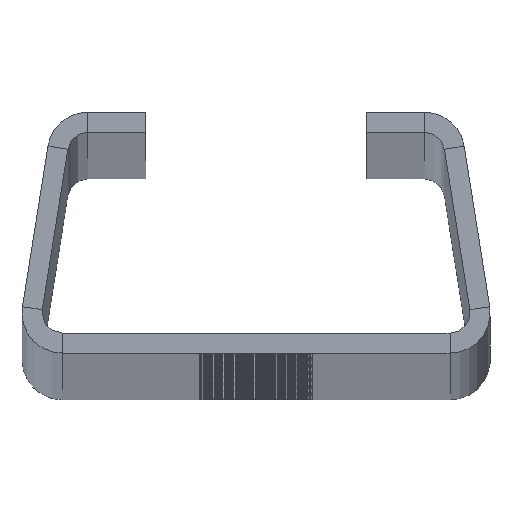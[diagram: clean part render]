
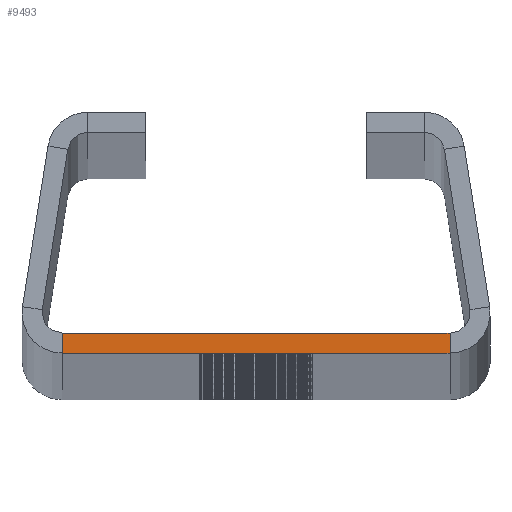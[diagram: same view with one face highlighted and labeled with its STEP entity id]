
A CAD part, top view. The second image highlights one B-rep face of the part: STEP entity #9493.
In plain terms, the highlighted planar face has unit normal (0, 0, 1).
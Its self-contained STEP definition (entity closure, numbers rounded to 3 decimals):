
#70 = CARTESIAN_POINT ( 'NONE',  ( -14.487, 1.5, 2000. ) ) ;
#720 = EDGE_CURVE ( 'NONE', #5089, #6420, #11887, .T. ) ;
#825 = CARTESIAN_POINT ( 'NONE',  ( -14.487, 0., 2000. ) ) ;
#1517 = ORIENTED_EDGE ( 'NONE', *, *, #7857, .T. ) ;
#1911 = DIRECTION ( 'NONE',  ( 0., 1., 0. ) ) ;
#1976 = CARTESIAN_POINT ( 'NONE',  ( 15.969, 3.235, 2000. ) ) ;
#2086 = AXIS2_PLACEMENT_3D ( 'NONE', #1976, #10300, #4077 ) ;
#2418 = EDGE_CURVE ( 'NONE', #9348, #6420, #6191, .T. ) ;
#2758 = CARTESIAN_POINT ( 'NONE',  ( 14.487, 0., 2000. ) ) ;
#3130 = FACE_OUTER_BOUND ( 'NONE', #9931, .T. ) ;
#3427 = VECTOR ( 'NONE', #12540, 1000. ) ;
#3969 = VECTOR ( 'NONE', #1911, 1000. ) ;
#4077 = DIRECTION ( 'NONE',  ( 1., 0., 0. ) ) ;
#4235 = VERTEX_POINT ( 'NONE', #825 ) ;
#4403 = EDGE_CURVE ( 'NONE', #9348, #4235, #5045, .T. ) ;
#5045 = LINE ( 'NONE', #70, #7481 ) ;
#5089 = VERTEX_POINT ( 'NONE', #8945 ) ;
#5804 = LINE ( 'NONE', #6345, #7912 ) ;
#6191 = LINE ( 'NONE', #12723, #3427 ) ;
#6345 = CARTESIAN_POINT ( 'NONE',  ( -18., 0., 2000. ) ) ;
#6420 = VERTEX_POINT ( 'NONE', #9695 ) ;
#6941 = CARTESIAN_POINT ( 'NONE',  ( -14.487, 1.5, 2000. ) ) ;
#7417 = DIRECTION ( 'NONE',  ( 1., 0., 0. ) ) ;
#7481 = VECTOR ( 'NONE', #8427, 1000. ) ;
#7857 = EDGE_CURVE ( 'NONE', #4235, #5089, #5804, .T. ) ;
#7912 = VECTOR ( 'NONE', #7417, 1000. ) ;
#8427 = DIRECTION ( 'NONE',  ( 0., -1., 0. ) ) ;
#8945 = CARTESIAN_POINT ( 'NONE',  ( 14.487, 0., 2000. ) ) ;
#9348 = VERTEX_POINT ( 'NONE', #6941 ) ;
#9493 = ADVANCED_FACE ( 'NONE', ( #3130 ), #13300, .T. ) ;
#9695 = CARTESIAN_POINT ( 'NONE',  ( 14.487, 1.5, 2000. ) ) ;
#9931 = EDGE_LOOP ( 'NONE', ( #1517, #13335, #11584, #10034 ) ) ;
#10034 = ORIENTED_EDGE ( 'NONE', *, *, #4403, .T. ) ;
#10300 = DIRECTION ( 'NONE',  ( 0., 0., 1. ) ) ;
#11584 = ORIENTED_EDGE ( 'NONE', *, *, #2418, .F. ) ;
#11887 = LINE ( 'NONE', #2758, #3969 ) ;
#12540 = DIRECTION ( 'NONE',  ( 1., 0., 0. ) ) ;
#12723 = CARTESIAN_POINT ( 'NONE',  ( -18., 1.5, 2000. ) ) ;
#13300 = PLANE ( 'NONE',  #2086 ) ;
#13335 = ORIENTED_EDGE ( 'NONE', *, *, #720, .T. ) ;
